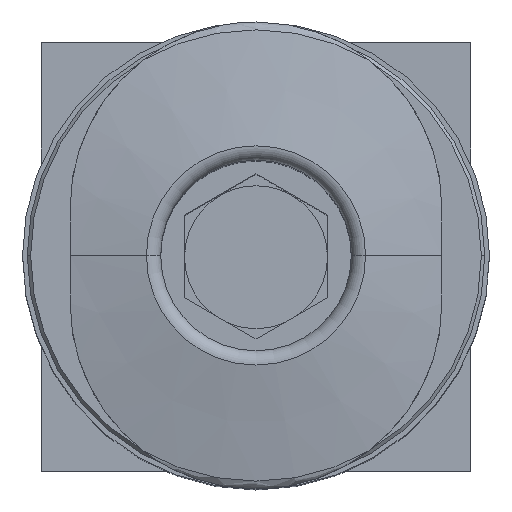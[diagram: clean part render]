
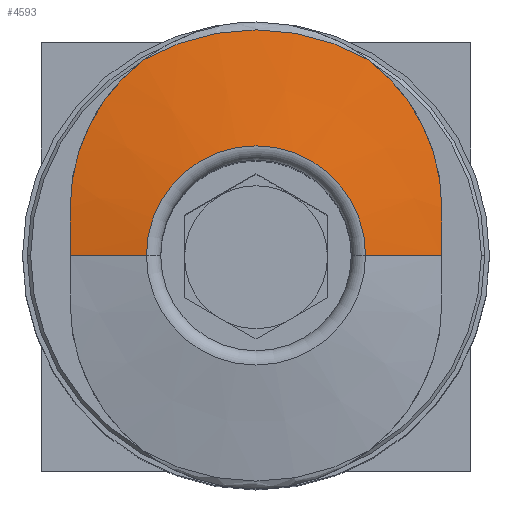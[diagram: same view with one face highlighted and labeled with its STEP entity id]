
A CAD part, top view. The second image highlights one B-rep face of the part: STEP entity #4593.
In plain terms, the highlighted conical face has half-angle 80 degrees and reference radius 3.517 mm.
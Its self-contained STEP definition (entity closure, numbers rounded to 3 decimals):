
#389=CARTESIAN_POINT('',(-2.361,4.104,55.221));
#390=CARTESIAN_POINT('',(-2.52,3.983,55.225));
#391=CARTESIAN_POINT('',(-2.819,3.717,55.235));
#392=CARTESIAN_POINT('',(-3.201,3.255,55.253));
#393=CARTESIAN_POINT('',(-3.508,2.739,55.273));
#394=CARTESIAN_POINT('',(-3.732,2.183,55.296));
#395=CARTESIAN_POINT('',(-3.869,1.598,55.32));
#396=CARTESIAN_POINT('',(-3.9,1.2,55.337));
#397=CARTESIAN_POINT('',(-3.9,1.,55.346));
#407=CARTESIAN_POINT('',(3.9,1.,55.345));
#408=CARTESIAN_POINT('',(3.9,1.199,55.337));
#409=CARTESIAN_POINT('',(3.869,1.598,55.32));
#410=CARTESIAN_POINT('',(3.732,2.183,55.296));
#411=CARTESIAN_POINT('',(3.508,2.739,55.273));
#412=CARTESIAN_POINT('',(3.201,3.255,55.253));
#413=CARTESIAN_POINT('',(2.819,3.717,55.235));
#414=CARTESIAN_POINT('',(2.52,3.983,55.225));
#415=CARTESIAN_POINT('',(2.362,4.104,55.221));
#417=DIRECTION('',(-0.985,0.,-0.174));
#418=VECTOR('',#417,1.625);
#419=CARTESIAN_POINT('',(-2.3,0.,55.65));
#420=LINE('',#419,#418);
#421=CARTESIAN_POINT('',(0.,0.,55.221));
#422=DIRECTION('',(0.,0.,1.));
#423=DIRECTION('',(0.499,0.867,0.));
#424=AXIS2_PLACEMENT_3D('',#421,#422,#423);
#442=CARTESIAN_POINT('',(3.9,0.,55.368));
#443=CARTESIAN_POINT('',(3.9,0.111,55.368));
#444=CARTESIAN_POINT('',(3.9,0.333,55.366));
#445=CARTESIAN_POINT('',(3.9,0.667,55.359));
#446=CARTESIAN_POINT('',(3.9,0.889,55.35));
#447=CARTESIAN_POINT('',(3.9,1.,55.345));
#488=DIRECTION('',(0.985,0.,-0.174));
#489=VECTOR('',#488,1.625);
#490=CARTESIAN_POINT('',(2.3,0.,55.65));
#491=LINE('',#490,#489);
#503=CARTESIAN_POINT('',(-3.9,1.,55.346));
#504=CARTESIAN_POINT('',(-3.9,0.889,55.35));
#505=CARTESIAN_POINT('',(-3.9,0.667,55.359));
#506=CARTESIAN_POINT('',(-3.9,0.333,55.366));
#507=CARTESIAN_POINT('',(-3.9,0.111,55.368));
#508=CARTESIAN_POINT('',(-3.9,0.,55.368));
#525=CARTESIAN_POINT('',(0.,0.,55.65));
#526=DIRECTION('',(0.,0.,-1.));
#527=DIRECTION('',(-1.,0.,0.));
#528=AXIS2_PLACEMENT_3D('',#525,#526,#527);
#3207=VERTEX_POINT('',#389);
#3208=VERTEX_POINT('',#397);
#3209=CARTESIAN_POINT('',(3.9,1.,55.345));
#3210=VERTEX_POINT('',#3209);
#3211=VERTEX_POINT('',#415);
#3213=VERTEX_POINT('',#442);
#3214=CARTESIAN_POINT('',(2.3,0.,55.65));
#3215=VERTEX_POINT('',#3214);
#3216=CARTESIAN_POINT('',(-2.3,0.,55.65));
#3217=VERTEX_POINT('',#3216);
#3218=CARTESIAN_POINT('',(-3.9,0.,
55.368));
#3219=VERTEX_POINT('',#3218);
#4572=CARTESIAN_POINT('',(0.,0.,55.435));
#4573=DIRECTION('',(0.,0.,-1.));
#4574=DIRECTION('',(1.,0.,0.));
#4575=AXIS2_PLACEMENT_3D('',#4572,#4573,#4574);
#4576=CONICAL_SURFACE('',#4575,3.517,80.);
#4578=ORIENTED_EDGE('',*,*,#4577,.F.);
#4579=ORIENTED_EDGE('',*,*,#4551,.F.);
#4581=ORIENTED_EDGE('',*,*,#4580,.F.);
#4583=ORIENTED_EDGE('',*,*,#4582,.F.);
#4585=ORIENTED_EDGE('',*,*,#4584,.F.);
#4587=ORIENTED_EDGE('',*,*,#4586,.T.);
#4589=ORIENTED_EDGE('',*,*,#4588,.F.);
#4590=ORIENTED_EDGE('',*,*,#4544,.F.);
#4591=EDGE_LOOP('',(#4578,#4579,#4581,#4583,#4585,#4587,#4589,#4590));
#4592=FACE_OUTER_BOUND('',#4591,.F.);
#4593=ADVANCED_FACE('',(#4592),#4576,.T.);
#398=B_SPLINE_CURVE_WITH_KNOTS('',3,(#389,#390,#391,#392,#393,#394,#395,#396,
#397),.UNSPECIFIED.,.F.,.F.,(4,1,1,1,1,1,4),(0.,0.167,
0.333,0.5,0.667,0.833,1.),
.UNSPECIFIED.);
#416=B_SPLINE_CURVE_WITH_KNOTS('',3,(#407,#408,#409,#410,#411,#412,#413,#414,
#415),.UNSPECIFIED.,.F.,.F.,(4,1,1,1,1,1,4),(0.,0.167,
0.333,0.5,0.667,0.833,1.),
.UNSPECIFIED.);
#425=CIRCLE('',#424,4.735);
#448=B_SPLINE_CURVE_WITH_KNOTS('',3,(#442,#443,#444,#445,#446,#447),
.UNSPECIFIED.,.F.,.F.,(4,1,1,4),(0.,0.333,0.667,1.),
.UNSPECIFIED.);
#509=B_SPLINE_CURVE_WITH_KNOTS('',3,(#503,#504,#505,#506,#507,#508),
.UNSPECIFIED.,.F.,.F.,(4,1,1,4),(0.,0.333,0.667,1.),
.UNSPECIFIED.);
#529=CIRCLE('',#528,2.3);
#4544=EDGE_CURVE('',#3207,#3208,#398,.T.);
#4551=EDGE_CURVE('',#3210,#3211,#416,.T.);
#4577=EDGE_CURVE('',#3211,#3207,#425,.T.);
#4580=EDGE_CURVE('',#3213,#3210,#448,.T.);
#4582=EDGE_CURVE('',#3215,#3213,#491,.T.);
#4584=EDGE_CURVE('',#3217,#3215,#529,.T.);
#4586=EDGE_CURVE('',#3217,#3219,#420,.T.);
#4588=EDGE_CURVE('',#3208,#3219,#509,.T.);
